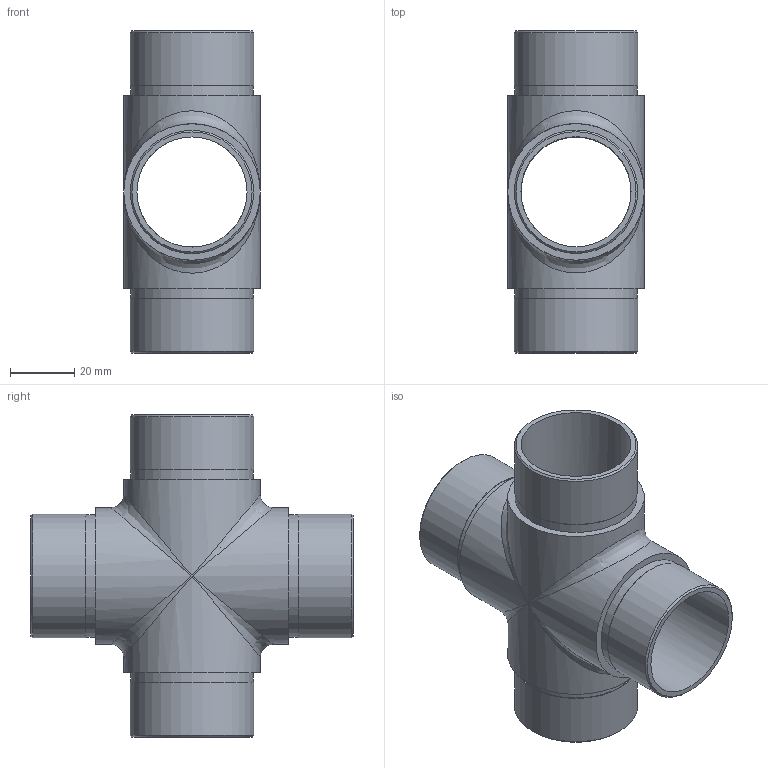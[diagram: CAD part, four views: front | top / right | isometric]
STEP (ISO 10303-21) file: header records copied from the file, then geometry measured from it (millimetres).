
FILE_DESCRIPTION (( 'STEP AP203' ), '1' );
FILE_NAME ('56185-320.step', '2020-03-03T10:44:38', ( '' ), ( '' ), 'SwSTEP 2.0', 'SolidWorks 2015', '' );
FILE_SCHEMA (( 'CONFIG_CONTROL_DESIGN' ));
Length unit declared in the file: millimetre
Products named in the file (2): 56185-320
Bounding box: 42.4 x 100 x 100 mm (x, y, z)
Volume: 53744.4 mm3; surface area: 37083.2 mm2
Topology: 1 solids, 1 shells, 267 faces, 697 edges, 454 vertices
Faces by surface type: bspline 123, plane 100, cylinder 40, cone 4
Full cylindrical faces by diameter (mm): 34.2 x4, 37.9 x4, 38.3 x4, 42.4 x4
Entity records: 13275 total; most frequent: CARTESIAN_POINT 7568, ORIENTED_EDGE 1322, DIRECTION 785, EDGE_CURVE 661, VERTEX_POINT 446, EDGE_LOOP 323, LINE 285, VECTOR 285
